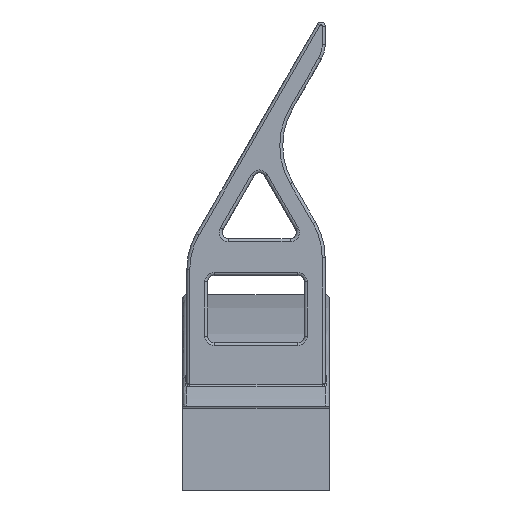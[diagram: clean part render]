
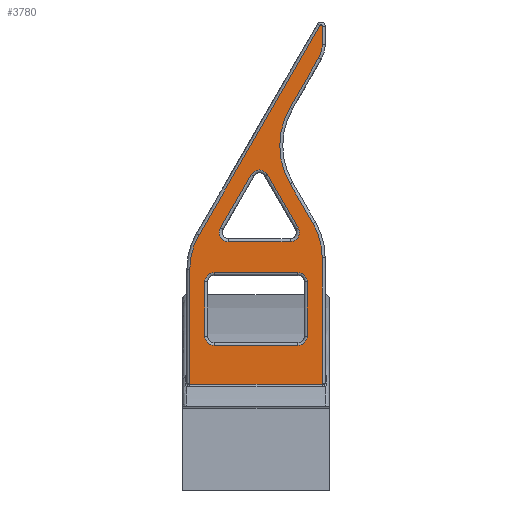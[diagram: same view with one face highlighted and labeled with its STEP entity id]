
A CAD part, left-side view. The second image highlights one B-rep face of the part: STEP entity #3780.
In plain terms, the highlighted planar face has unit normal (-1, 0, 0).
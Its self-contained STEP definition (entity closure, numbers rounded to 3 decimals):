
#128=FACE_BOUND('',#1008,.T.);
#129=FACE_BOUND('',#1009,.T.);
#140=PLANE('',#4086);
#217=LINE('',#5936,#439);
#219=LINE('',#5946,#441);
#221=LINE('',#5956,#443);
#223=LINE('',#5965,#445);
#224=LINE('',#5967,#446);
#225=LINE('',#5971,#447);
#226=LINE('',#5975,#448);
#227=LINE('',#5979,#449);
#228=LINE('',#5983,#450);
#229=LINE('',#5986,#451);
#230=LINE('',#5989,#452);
#231=LINE('',#5993,#453);
#232=LINE('',#5997,#454);
#233=LINE('',#6001,#455);
#439=VECTOR('',#4686,10.);
#441=VECTOR('',#4700,10.);
#443=VECTOR('',#4712,10.);
#445=VECTOR('',#4724,10.);
#446=VECTOR('',#4725,10.);
#447=VECTOR('',#4728,10.);
#448=VECTOR('',#4731,10.);
#449=VECTOR('',#4734,10.);
#450=VECTOR('',#4737,10.);
#451=VECTOR('',#4740,10.);
#452=VECTOR('',#4741,10.);
#453=VECTOR('',#4744,10.);
#454=VECTOR('',#4747,10.);
#455=VECTOR('',#4750,10.);
#760=FACE_OUTER_BOUND('',#1007,.T.);
#1007=EDGE_LOOP('',(#2622,#2623,#2624,#2625,#2626,#2627,#2628,#2629,#2630,
#2631,#2632,#2633));
#1008=EDGE_LOOP('',(#2634,#2635,#2636,#2637,#2638,#2639,#2640,#2641));
#1009=EDGE_LOOP('',(#2642,#2643,#2644,#2645,#2646,#2647));
#1270=CIRCLE('',#4074,2.2);
#1273=CIRCLE('',#4079,2.2);
#1275=CIRCLE('',#4083,2.2);
#1277=CIRCLE('',#4087,16.3);
#1278=CIRCLE('',#4088,18.2);
#1279=CIRCLE('',#4089,6.3);
#1280=CIRCLE('',#4090,0.3);
#1281=CIRCLE('',#4091,16.3);
#1282=CIRCLE('',#4092,2.2);
#1283=CIRCLE('',#4093,2.2);
#1284=CIRCLE('',#4094,2.2);
#1285=CIRCLE('',#4095,2.2);
#1577=VERTEX_POINT('',#5932);
#1579=VERTEX_POINT('',#5935);
#1580=VERTEX_POINT('',#5940);
#1581=VERTEX_POINT('',#5944);
#1582=VERTEX_POINT('',#5948);
#1584=VERTEX_POINT('',#5953);
#1585=VERTEX_POINT('',#5963);
#1586=VERTEX_POINT('',#5964);
#1587=VERTEX_POINT('',#5966);
#1588=VERTEX_POINT('',#5968);
#1589=VERTEX_POINT('',#5970);
#1590=VERTEX_POINT('',#5972);
#1591=VERTEX_POINT('',#5974);
#1592=VERTEX_POINT('',#5976);
#1593=VERTEX_POINT('',#5978);
#1594=VERTEX_POINT('',#5980);
#1595=VERTEX_POINT('',#5982);
#1596=VERTEX_POINT('',#5984);
#1597=VERTEX_POINT('',#5987);
#1598=VERTEX_POINT('',#5988);
#1599=VERTEX_POINT('',#5990);
#1600=VERTEX_POINT('',#5992);
#1601=VERTEX_POINT('',#5994);
#1602=VERTEX_POINT('',#5996);
#1603=VERTEX_POINT('',#5998);
#1604=VERTEX_POINT('',#6000);
#1953=EDGE_CURVE('',#1579,#1577,#217,.T.);
#1957=EDGE_CURVE('',#1580,#1579,#1270,.T.);
#1959=EDGE_CURVE('',#1581,#1580,#219,.T.);
#1961=EDGE_CURVE('',#1582,#1581,#1273,.T.);
#1964=EDGE_CURVE('',#1584,#1582,#221,.T.);
#1965=EDGE_CURVE('',#1577,#1584,#1275,.T.);
#1968=EDGE_CURVE('',#1585,#1586,#223,.T.);
#1969=EDGE_CURVE('',#1586,#1587,#224,.T.);
#1970=EDGE_CURVE('',#1587,#1588,#1277,.T.);
#1971=EDGE_CURVE('',#1588,#1589,#225,.T.);
#1972=EDGE_CURVE('',#1589,#1590,#1278,.T.);
#1973=EDGE_CURVE('',#1590,#1591,#226,.T.);
#1974=EDGE_CURVE('',#1591,#1592,#1279,.T.);
#1975=EDGE_CURVE('',#1592,#1593,#227,.T.);
#1976=EDGE_CURVE('',#1593,#1594,#1280,.T.);
#1977=EDGE_CURVE('',#1594,#1595,#228,.T.);
#1978=EDGE_CURVE('',#1595,#1596,#1281,.T.);
#1979=EDGE_CURVE('',#1596,#1585,#229,.T.);
#1980=EDGE_CURVE('',#1597,#1598,#230,.T.);
#1981=EDGE_CURVE('',#1598,#1599,#1282,.T.);
#1982=EDGE_CURVE('',#1599,#1600,#231,.T.);
#1983=EDGE_CURVE('',#1600,#1601,#1283,.T.);
#1984=EDGE_CURVE('',#1601,#1602,#232,.T.);
#1985=EDGE_CURVE('',#1602,#1603,#1284,.T.);
#1986=EDGE_CURVE('',#1603,#1604,#233,.T.);
#1987=EDGE_CURVE('',#1604,#1597,#1285,.T.);
#2622=ORIENTED_EDGE('',*,*,#1968,.T.);
#2623=ORIENTED_EDGE('',*,*,#1969,.T.);
#2624=ORIENTED_EDGE('',*,*,#1970,.T.);
#2625=ORIENTED_EDGE('',*,*,#1971,.T.);
#2626=ORIENTED_EDGE('',*,*,#1972,.T.);
#2627=ORIENTED_EDGE('',*,*,#1973,.T.);
#2628=ORIENTED_EDGE('',*,*,#1974,.T.);
#2629=ORIENTED_EDGE('',*,*,#1975,.T.);
#2630=ORIENTED_EDGE('',*,*,#1976,.T.);
#2631=ORIENTED_EDGE('',*,*,#1977,.T.);
#2632=ORIENTED_EDGE('',*,*,#1978,.T.);
#2633=ORIENTED_EDGE('',*,*,#1979,.T.);
#2634=ORIENTED_EDGE('',*,*,#1980,.T.);
#2635=ORIENTED_EDGE('',*,*,#1981,.T.);
#2636=ORIENTED_EDGE('',*,*,#1982,.T.);
#2637=ORIENTED_EDGE('',*,*,#1983,.T.);
#2638=ORIENTED_EDGE('',*,*,#1984,.T.);
#2639=ORIENTED_EDGE('',*,*,#1985,.T.);
#2640=ORIENTED_EDGE('',*,*,#1986,.T.);
#2641=ORIENTED_EDGE('',*,*,#1987,.T.);
#2642=ORIENTED_EDGE('',*,*,#1953,.T.);
#2643=ORIENTED_EDGE('',*,*,#1965,.T.);
#2644=ORIENTED_EDGE('',*,*,#1964,.T.);
#2645=ORIENTED_EDGE('',*,*,#1961,.T.);
#2646=ORIENTED_EDGE('',*,*,#1959,.T.);
#2647=ORIENTED_EDGE('',*,*,#1957,.T.);
#3780=ADVANCED_FACE('',(#760,#128,#129),#140,.F.);
#4074=AXIS2_PLACEMENT_3D('',#5942,#4694,#4695);
#4079=AXIS2_PLACEMENT_3D('',#5950,#4705,#4706);
#4083=AXIS2_PLACEMENT_3D('',#5958,#4715,#4716);
#4086=AXIS2_PLACEMENT_3D('',#5962,#4722,#4723);
#4087=AXIS2_PLACEMENT_3D('',#5969,#4726,#4727);
#4088=AXIS2_PLACEMENT_3D('',#5973,#4729,#4730);
#4089=AXIS2_PLACEMENT_3D('',#5977,#4732,#4733);
#4090=AXIS2_PLACEMENT_3D('',#5981,#4735,#4736);
#4091=AXIS2_PLACEMENT_3D('',#5985,#4738,#4739);
#4092=AXIS2_PLACEMENT_3D('',#5991,#4742,#4743);
#4093=AXIS2_PLACEMENT_3D('',#5995,#4745,#4746);
#4094=AXIS2_PLACEMENT_3D('',#5999,#4748,#4749);
#4095=AXIS2_PLACEMENT_3D('',#6002,#4751,#4752);
#4686=DIRECTION('',(0.,-0.5,-0.866));
#4694=DIRECTION('center_axis',(1.,0.,0.));
#4695=DIRECTION('ref_axis',(0.,0.,1.));
#4700=DIRECTION('',(0.,-0.5,0.866));
#4705=DIRECTION('center_axis',(1.,0.,0.));
#4706=DIRECTION('ref_axis',(0.,0.866,-0.5));
#4712=DIRECTION('',(0.,1.,0.));
#4715=DIRECTION('center_axis',(1.,0.,0.));
#4716=DIRECTION('ref_axis',(0.,-0.866,-0.5));
#4722=DIRECTION('center_axis',(1.,0.,0.));
#4723=DIRECTION('ref_axis',(0.,0.,-1.));
#4724=DIRECTION('',(0.,-1.,0.));
#4725=DIRECTION('',(0.,0.,1.));
#4726=DIRECTION('center_axis',(-1.,0.,0.));
#4727=DIRECTION('ref_axis',(0.,-0.966,0.259));
#4728=DIRECTION('',(0.,0.5,0.866));
#4729=DIRECTION('center_axis',(1.,0.,0.));
#4730=DIRECTION('ref_axis',(0.,1.,0.));
#4731=DIRECTION('',(0.,-0.5,0.866));
#4732=DIRECTION('center_axis',(-1.,0.,0.));
#4733=DIRECTION('ref_axis',(0.,-0.966,-0.259));
#4734=DIRECTION('',(0.,0.,1.));
#4735=DIRECTION('center_axis',(-1.,0.,0.));
#4736=DIRECTION('ref_axis',(0.,-0.259,0.966));
#4737=DIRECTION('',(0.,0.5,-0.866));
#4738=DIRECTION('center_axis',(-1.,0.,0.));
#4739=DIRECTION('ref_axis',(0.,0.966,0.259));
#4740=DIRECTION('',(0.,0.,-1.));
#4741=DIRECTION('',(0.,-1.,0.));
#4742=DIRECTION('center_axis',(1.,0.,0.));
#4743=DIRECTION('ref_axis',(0.,-0.707,0.707));
#4744=DIRECTION('',(0.,0.,-1.));
#4745=DIRECTION('center_axis',(1.,0.,0.));
#4746=DIRECTION('ref_axis',(0.,-0.707,-0.707));
#4747=DIRECTION('',(0.,1.,0.));
#4748=DIRECTION('center_axis',(1.,0.,0.));
#4749=DIRECTION('ref_axis',(0.,0.707,-0.707));
#4750=DIRECTION('',(0.,0.,1.));
#4751=DIRECTION('center_axis',(1.,0.,0.));
#4752=DIRECTION('ref_axis',(0.,0.707,0.707));
#5932=CARTESIAN_POINT('',(-89.,-15.034,242.516));
#5935=CARTESIAN_POINT('',(-89.,-7.69,255.236));
#5936=CARTESIAN_POINT('',(-89.,-10.334,250.657));
#5940=CARTESIAN_POINT('',(-89.,-3.88,255.236));
#5942=CARTESIAN_POINT('Origin',(-89.,-5.785,254.136));
#5944=CARTESIAN_POINT('',(-89.,3.464,242.516));
#5946=CARTESIAN_POINT('',(-89.,3.306,242.79));
#5948=CARTESIAN_POINT('',(-89.,1.559,239.216));
#5950=CARTESIAN_POINT('Origin',(-89.,1.559,241.416));
#5953=CARTESIAN_POINT('',(-89.,-13.128,239.216));
#5956=CARTESIAN_POINT('',(-89.,-7.5,239.216));
#5958=CARTESIAN_POINT('Origin',(-89.,-13.128,241.416));
#5962=CARTESIAN_POINT('Origin',(-89.,-7.5,239.916));
#5963=CARTESIAN_POINT('',(-89.,10.8,205.195));
#5964=CARTESIAN_POINT('',(-89.,-20.8,205.195));
#5965=CARTESIAN_POINT('',(-89.,-12.5,205.195));
#5966=CARTESIAN_POINT('',(-89.,-20.8,235.361));
#5967=CARTESIAN_POINT('',(-89.,-20.8,231.131));
#5968=CARTESIAN_POINT('',(-89.,-18.616,243.511));
#5969=CARTESIAN_POINT('Origin',(-89.,-4.5,235.361));
#5970=CARTESIAN_POINT('',(-89.,-13.117,253.036));
#5971=CARTESIAN_POINT('',(-89.,-19.144,242.597));
#5972=CARTESIAN_POINT('',(-89.,-13.117,271.236));
#5973=CARTESIAN_POINT('Origin',(-89.,-28.879,262.136));
#5974=CARTESIAN_POINT('',(-89.,-19.956,283.08));
#5975=CARTESIAN_POINT('',(-89.,-3.108,253.9));
#5976=CARTESIAN_POINT('',(-89.,-20.8,286.23));
#5977=CARTESIAN_POINT('Origin',(-89.,-14.5,286.23));
#5978=CARTESIAN_POINT('',(-89.,-20.8,290.623));
#5979=CARTESIAN_POINT('',(-89.,-20.8,262.136));
#5980=CARTESIAN_POINT('',(-89.,-20.24,290.773));
#5981=CARTESIAN_POINT('Origin',(-89.,-20.5,290.623));
#5982=CARTESIAN_POINT('',(-89.,8.616,240.792));
#5983=CARTESIAN_POINT('',(-89.,-8.57,270.559));
#5984=CARTESIAN_POINT('',(-89.,10.8,232.642));
#5985=CARTESIAN_POINT('Origin',(-89.,-5.5,232.642));
#5986=CARTESIAN_POINT('',(-89.,10.8,238.557));
#5987=CARTESIAN_POINT('',(-89.,5.,231.862));
#5988=CARTESIAN_POINT('',(-89.,-15.,231.862));
#5989=CARTESIAN_POINT('',(-89.,-12.,231.862));
#5990=CARTESIAN_POINT('',(-89.,-17.2,229.662));
#5991=CARTESIAN_POINT('Origin',(-89.,-15.,229.662));
#5992=CARTESIAN_POINT('',(-89.,-17.2,216.674));
#5993=CARTESIAN_POINT('',(-89.,-17.2,227.545));
#5994=CARTESIAN_POINT('',(-89.,-15.,214.474));
#5995=CARTESIAN_POINT('Origin',(-89.,-15.,216.674));
#5996=CARTESIAN_POINT('',(-89.,5.,214.474));
#5997=CARTESIAN_POINT('',(-89.,-0.5,214.474));
#5998=CARTESIAN_POINT('',(-89.,7.2,216.674));
#5999=CARTESIAN_POINT('Origin',(-89.,5.,216.674));
#6000=CARTESIAN_POINT('',(-89.,7.2,229.662));
#6001=CARTESIAN_POINT('',(-89.,7.2,235.539));
#6002=CARTESIAN_POINT('Origin',(-89.,5.,229.662));
